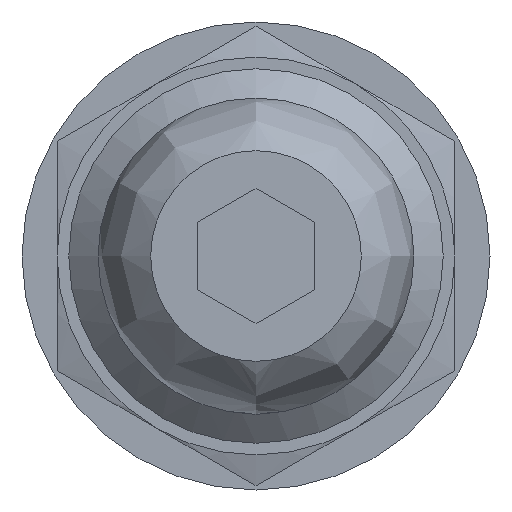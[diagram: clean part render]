
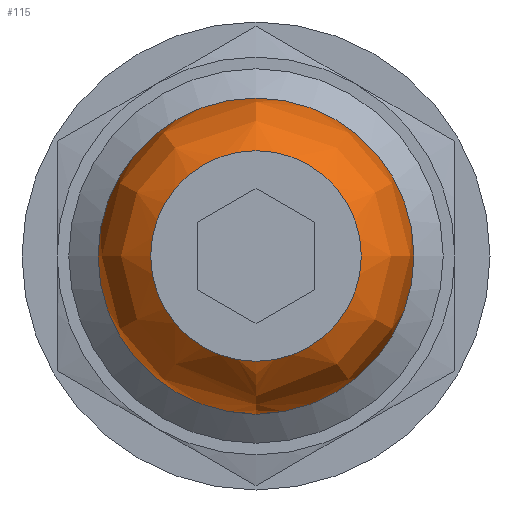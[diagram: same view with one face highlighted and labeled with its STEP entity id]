
A CAD part, front view. The second image highlights one B-rep face of the part: STEP entity #115.
In plain terms, the highlighted free-form (B-spline) face has degree [3, 3] with [4, 7] control points.
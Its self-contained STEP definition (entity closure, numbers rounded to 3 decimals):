
#115 = ADVANCED_FACE( '', ( #251, #252 ), #253, .T. );
#251 = FACE_OUTER_BOUND( '', #396, .T. );
#252 = FACE_OUTER_BOUND( '', #397, .T. );
#253 = ( BOUNDED_SURFACE(  )B_SPLINE_SURFACE( 3, 3, ( ( #400, #401, #402, #403, #404, #405, #406 ), ( #407, #408, #409, #410, #411, #412, #413 ), ( #414, #415, #416, #417, #418, #419, #420 ), ( #421, #422, #423, #424, #425, #426, #427 ) ), .UNSPECIFIED., .F., .T., .F. )B_SPLINE_SURFACE_WITH_KNOTS( ( 4, 4 ), ( 4, 3, 4 ), ( 0., 6.283 ), ( -0.099, 0.512, 1.123 ), .UNSPECIFIED. )GEOMETRIC_REPRESENTATION_ITEM(  )RATIONAL_B_SPLINE_SURFACE( ( ( 1., 0.333, 0.333, 1., 0.333, 0.333, 1. ), ( 0.879, 0.293, 0.293, 0.879, 0.293, 0.293, 0.879 ), ( 0.879, 0.293, 0.293, 0.879, 0.293, 0.293, 0.879 ), ( 1., 0.333, 0.333, 1., 0.333, 0.333, 1. ) ) )REPRESENTATION_ITEM( '' )SURFACE(  ) );
#396 = EDGE_LOOP( '', ( #668 ) );
#397 = EDGE_LOOP( '', ( #669 ) );
#400 = CARTESIAN_POINT( '', ( 0., -15., -4.5 ) );
#401 = CARTESIAN_POINT( '', ( 9., -15., -4.5 ) );
#402 = CARTESIAN_POINT( '', ( 9., -15., 4.5 ) );
#403 = CARTESIAN_POINT( '', ( 0., -15., 4.5 ) );
#404 = CARTESIAN_POINT( '', ( -9., -15., 4.5 ) );
#405 = CARTESIAN_POINT( '', ( -9., -15., -4.5 ) );
#406 = CARTESIAN_POINT( '', ( 0., -15., -4.5 ) );
#407 = CARTESIAN_POINT( '', ( 0., -14.247, -6.068 ) );
#408 = CARTESIAN_POINT( '', ( 12.137, -14.247, -6.068 ) );
#409 = CARTESIAN_POINT( '', ( 12.137, -14.247, 6.068 ) );
#410 = CARTESIAN_POINT( '', ( 0., -14.247, 6.068 ) );
#411 = CARTESIAN_POINT( '', ( -12.137, -14.247, 6.068 ) );
#412 = CARTESIAN_POINT( '', ( -12.137, -14.247, -6.068 ) );
#413 = CARTESIAN_POINT( '', ( 0., -14.247, -6.068 ) );
#414 = CARTESIAN_POINT( '', ( 0., -12.731, -6.921 ) );
#415 = CARTESIAN_POINT( '', ( 13.842, -12.731, -6.921 ) );
#416 = CARTESIAN_POINT( '', ( 13.842, -12.731, 6.921 ) );
#417 = CARTESIAN_POINT( '', ( 0., -12.731, 6.921 ) );
#418 = CARTESIAN_POINT( '', ( -13.842, -12.731, 6.921 ) );
#419 = CARTESIAN_POINT( '', ( -13.842, -12.731, -6.921 ) );
#420 = CARTESIAN_POINT( '', ( 0., -12.731, -6.921 ) );
#421 = CARTESIAN_POINT( '', ( 0., -11., -6.75 ) );
#422 = CARTESIAN_POINT( '', ( 13.5, -11., -6.75 ) );
#423 = CARTESIAN_POINT( '', ( 13.5, -11., 6.75 ) );
#424 = CARTESIAN_POINT( '', ( 0., -11., 6.75 ) );
#425 = CARTESIAN_POINT( '', ( -13.5, -11., 6.75 ) );
#426 = CARTESIAN_POINT( '', ( -13.5, -11., -6.75 ) );
#427 = CARTESIAN_POINT( '', ( 0., -11., -6.75 ) );
#668 = ORIENTED_EDGE( '', *, *, #837, .T. );
#669 = ORIENTED_EDGE( '', *, *, #797, .F. );
#797 = EDGE_CURVE( '', #918, #918, #919, .T. );
#837 = EDGE_CURVE( '', #985, #985, #986, .T. );
#918 = VERTEX_POINT( '', #1089 );
#919 = CIRCLE( '', #1090, 4.5 );
#985 = VERTEX_POINT( '', #1203 );
#986 = CIRCLE( '', #1204, 6.75 );
#1089 = CARTESIAN_POINT( '', ( 0., -15., -4.5 ) );
#1090 = AXIS2_PLACEMENT_3D( '', #1345, #1346, #1347 );
#1203 = CARTESIAN_POINT( '', ( 0., -11., -6.75 ) );
#1204 = AXIS2_PLACEMENT_3D( '', #1386, #1387, #1388 );
#1345 = CARTESIAN_POINT( '', ( 0., -15., 0. ) );
#1346 = DIRECTION( '', ( 0., -1., 0. ) );
#1347 = DIRECTION( '', ( 0., 0., -1. ) );
#1386 = CARTESIAN_POINT( '', ( 0., -11., 0. ) );
#1387 = DIRECTION( '', ( 0., -1., 0. ) );
#1388 = DIRECTION( '', ( 0., 0., -1. ) );
